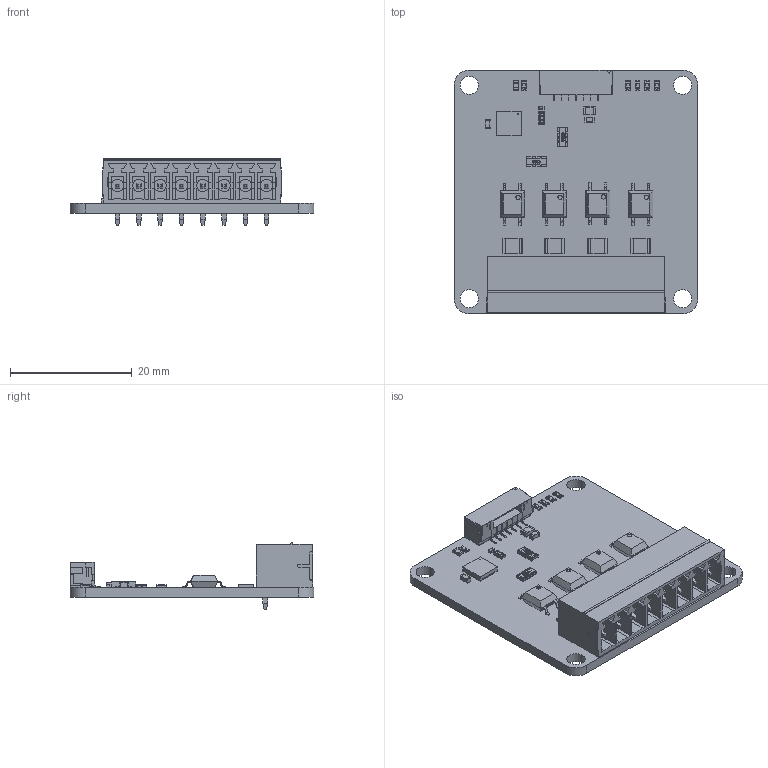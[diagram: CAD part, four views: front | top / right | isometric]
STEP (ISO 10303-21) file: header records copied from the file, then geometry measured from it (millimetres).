
FILE_DESCRIPTION(('FreeCAD Model'),'2;1');
FILE_NAME('industrial-quad-relay.step','2018-04-16T15:43:14',('kicad StepUp'),('ksu MCAD'), 'Open CASCADE STEP processor 6.8','FreeCAD','Unknown');
FILE_SCHEMA(('AUTOMOTIVE_DESIGN_CC2 { 1 2 10303 214 -1 1 5 4 }'));
Length unit declared in the file: millimetre
Products named in the file (25): Pcb; BrickletConn_7pin_; C_0603_; C_0402_; C_0805_; C_0603_001; D_0603_blue_; 8er_Phoenix_Buchse_; R_1210_; R_1210_001; R_1210_002; R_1210_003; R_0603_; R_4x0603_; Cut_; QFN-24_4x4mm_Pitch0.5mm_; SOP-4-WIDE_; SOP-4-WIDE_001; SOP-4-WIDE_002; SOP-4-WIDE_003; D_0603_blue_001; D_0603_blue_002; D_0603_blue_003; D_0603_blue_004; R_4x0603_001
Bounding box: 40 x 40 x 10.9 mm (x, y, z)
Volume: 3631.1 mm3; surface area: 7242.9 mm2
Topology: 36 solids, 36 shells, 2599 faces, 7274 edges, 4782 vertices
Faces by surface type: plane 2070, bspline 276, cylinder 253
Full cylindrical faces by diameter (mm): 1.4 x8, 2 x8, 3 x4
Entity records: 101011 total; most frequent: CARTESIAN_POINT 17140, ORIENTED_EDGE 14548, DIRECTION 11892, EDGE_CURVE 7274, LINE 6200, VECTOR 6200, VERTEX_POINT 4782, AXIS2_PLACEMENT_3D 2846
